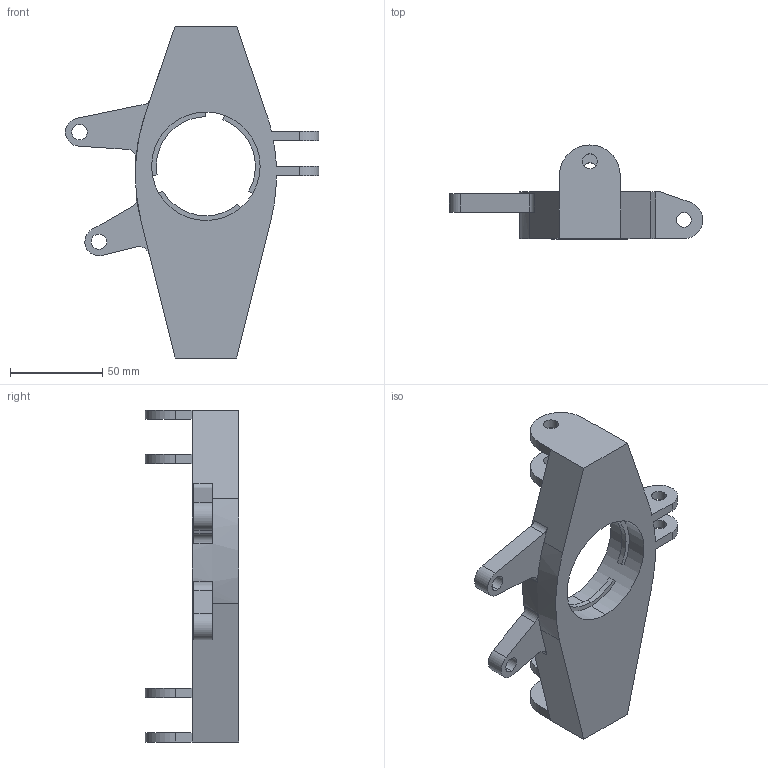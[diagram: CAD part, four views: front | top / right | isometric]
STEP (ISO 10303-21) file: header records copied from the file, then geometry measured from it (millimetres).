
FILE_DESCRIPTION (( 'STEP AP214' ), '1' );
FILE_NAME ('FrontUpright_L_FINAL.STEP', '2024-05-28T22:21:03', ( '' ), ( '' ), 'SwSTEP 2.0', 'SolidWorks 2023', '' );
FILE_SCHEMA (( 'AUTOMOTIVE_DESIGN' ));
Length unit declared in the file: inch
Products named in the file (1): FrontUpright_L_FINAL
Bounding box: 137.49 x 50.8 x 180.34 mm (x, y, z)
Volume: 205188.8 mm3; surface area: 50615.6 mm2
Topology: 1 solids, 1 shells, 149 faces, 411 edges, 273 vertices
Faces by surface type: cylinder 75, plane 74
Entity records: 4866 total; most frequent: DIRECTION 873, CARTESIAN_POINT 834, ORIENTED_EDGE 822, EDGE_CURVE 411, AXIS2_PLACEMENT_3D 312, VERTEX_POINT 273, VECTOR 249, LINE 249
